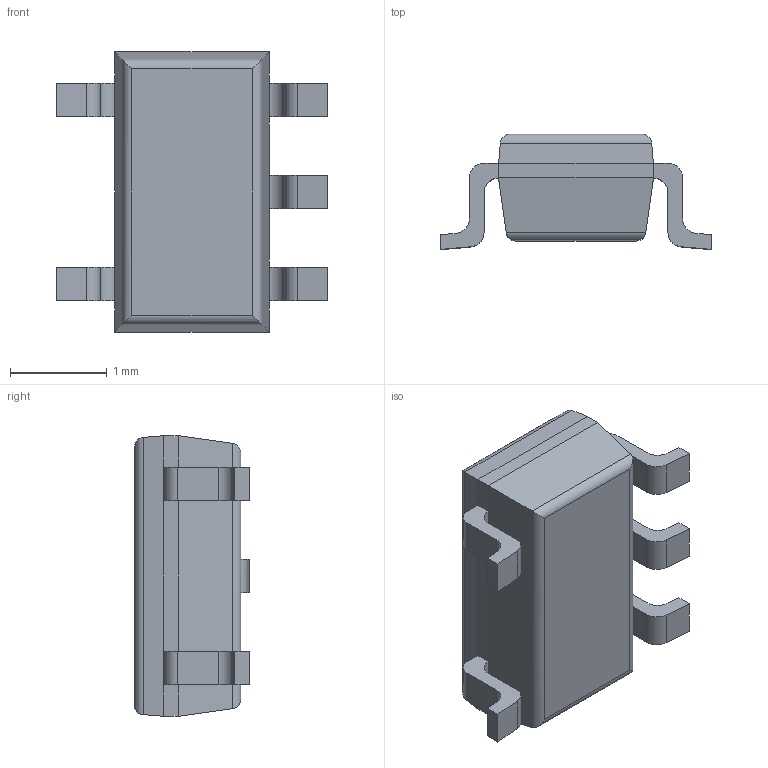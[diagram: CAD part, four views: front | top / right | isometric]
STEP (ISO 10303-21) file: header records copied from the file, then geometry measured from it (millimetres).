
FILE_DESCRIPTION(/* description */ (''),/* implementation_level */ '2;1');
FILE_NAME(/* name */ 'SOT-25 5pin.stp',/* time_stamp */ '2021-09-23T11:47:04+08:00',/* author */ ('jasonxz'),/* organization */ (''),/* preprocessor_version */ 'ST-DEVELOPER v18.1',/* originating_system */ 'Autodesk Inventor 2021',/* authorisation */ '');
FILE_SCHEMA (('AUTOMOTIVE_DESIGN { 1 0 10303 214 3 1 1 }'));
Length unit declared in the file: millimetre
Products named in the file (1): SOT-25 5pin
Bounding box: 2.8 x 1.19 x 2.9 mm (x, y, z)
Volume: 5.1 mm3; surface area: 23.5 mm2
Topology: 1 solids, 1 shells, 87 faces, 219 edges, 134 vertices
Faces by surface type: plane 59, cylinder 28
Entity records: 2630 total; most frequent: DIRECTION 443, CARTESIAN_POINT 441, ORIENTED_EDGE 438, EDGE_CURVE 219, LINE 171, VECTOR 171, AXIS2_PLACEMENT_3D 136, VERTEX_POINT 134
